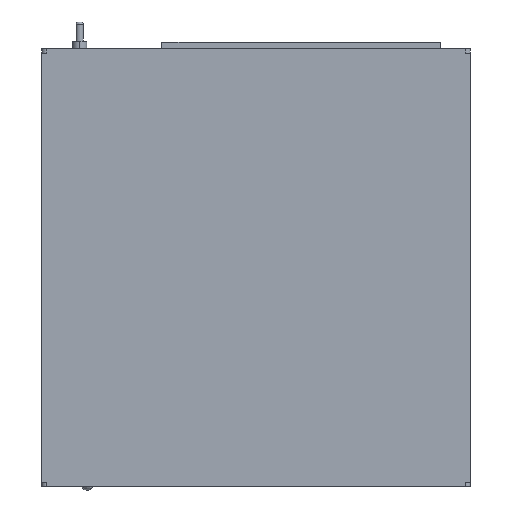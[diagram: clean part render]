
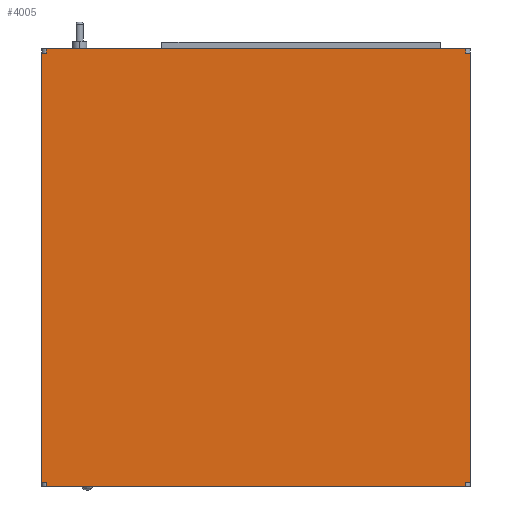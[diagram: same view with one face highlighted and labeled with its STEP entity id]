
A CAD part, front view. The second image highlights one B-rep face of the part: STEP entity #4005.
In plain terms, the highlighted planar face has unit normal (0, -1, 0).
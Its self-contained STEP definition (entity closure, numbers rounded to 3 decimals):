
#16=DIRECTION('',(1.,0.,0.));
#17=VECTOR('',#16,2.);
#18=CARTESIAN_POINT('',(178.,0.,0.));
#19=LINE('',#18,#17);
#25=DIRECTION('',(1.,0.,0.));
#26=VECTOR('',#25,2.);
#27=CARTESIAN_POINT('',(0.,0.,0.));
#28=LINE('',#27,#26);
#207=DIRECTION('',(1.,0.,0.));
#208=VECTOR('',#207,2.);
#209=CARTESIAN_POINT('',(178.,0.,180.2));
#210=LINE('',#209,#208);
#234=DIRECTION('',(1.,0.,0.));
#235=VECTOR('',#234,2.);
#236=CARTESIAN_POINT('',(0.,0.,180.2));
#237=LINE('',#236,#235);
#382=DIRECTION('',(0.,0.,1.));
#383=VECTOR('',#382,1.8);
#384=CARTESIAN_POINT('',(2.,0.,180.2));
#385=LINE('',#384,#383);
#386=DIRECTION('',(0.,0.,1.));
#387=VECTOR('',#386,1.8);
#388=CARTESIAN_POINT('',(178.,0.,180.2));
#389=LINE('',#388,#387);
#390=DIRECTION('',(0.,0.,-1.));
#391=VECTOR('',#390,1.8);
#392=CARTESIAN_POINT('',(178.,0.,0.));
#393=LINE('',#392,#391);
#394=DIRECTION('',(0.,0.,-1.));
#395=VECTOR('',#394,1.8);
#396=CARTESIAN_POINT('',(2.,0.,0.));
#397=LINE('',#396,#395);
#398=DIRECTION('',(0.,0.,1.));
#399=VECTOR('',#398,180.2);
#400=CARTESIAN_POINT('',(0.,0.,0.));
#401=LINE('',#400,#399);
#443=DIRECTION('',(-1.,0.,0.));
#444=VECTOR('',#443,176.);
#445=CARTESIAN_POINT('',(178.,0.,182.));
#446=LINE('',#445,#444);
#582=DIRECTION('',(0.,0.,1.));
#583=VECTOR('',#582,180.2);
#584=CARTESIAN_POINT('',(180.,0.,0.));
#585=LINE('',#584,#583);
#609=DIRECTION('',(1.,0.,0.));
#610=VECTOR('',#609,176.);
#611=CARTESIAN_POINT('',(2.,0.,-1.8));
#612=LINE('',#611,#610);
#2760=CARTESIAN_POINT('',(0.,0.,0.));
#2761=CARTESIAN_POINT('',(0.,0.,180.2));
#2762=VERTEX_POINT('',#2760);
#2763=VERTEX_POINT('',#2761);
#2764=CARTESIAN_POINT('',(180.,0.,0.));
#2765=CARTESIAN_POINT('',(180.,0.,180.2));
#2766=VERTEX_POINT('',#2764);
#2767=VERTEX_POINT('',#2765);
#2885=CARTESIAN_POINT('',(178.,0.,-1.8));
#2887=VERTEX_POINT('',#2885);
#2888=CARTESIAN_POINT('',(2.,0.,-1.8));
#2890=VERTEX_POINT('',#2888);
#2989=CARTESIAN_POINT('',(178.,0.,0.));
#2991=VERTEX_POINT('',#2989);
#2992=CARTESIAN_POINT('',(2.,0.,0.));
#2994=VERTEX_POINT('',#2992);
#3124=CARTESIAN_POINT('',(178.,0.,182.));
#3126=VERTEX_POINT('',#3124);
#3137=CARTESIAN_POINT('',(2.,0.,182.));
#3139=VERTEX_POINT('',#3137);
#3232=CARTESIAN_POINT('',(178.,0.,180.2));
#3234=VERTEX_POINT('',#3232);
#3245=CARTESIAN_POINT('',(2.,0.,180.2));
#3247=VERTEX_POINT('',#3245);
#3979=CARTESIAN_POINT('',(0.,0.,0.));
#3980=DIRECTION('',(0.,-1.,0.));
#3981=DIRECTION('',(1.,0.,0.));
#3982=AXIS2_PLACEMENT_3D('',#3979,#3980,#3981);
#3983=PLANE('',#3982);
#3984=ORIENTED_EDGE('',*,*,#3821,.T.);
#3986=ORIENTED_EDGE('',*,*,#3985,.T.);
#3988=ORIENTED_EDGE('',*,*,#3987,.F.);
#3989=ORIENTED_EDGE('',*,*,#3970,.F.);
#3990=ORIENTED_EDGE('',*,*,#3783,.T.);
#3992=ORIENTED_EDGE('',*,*,#3991,.F.);
#3993=ORIENTED_EDGE('',*,*,#3559,.F.);
#3995=ORIENTED_EDGE('',*,*,#3994,.T.);
#3997=ORIENTED_EDGE('',*,*,#3996,.F.);
#3999=ORIENTED_EDGE('',*,*,#3998,.F.);
#4000=ORIENTED_EDGE('',*,*,#3575,.F.);
#4002=ORIENTED_EDGE('',*,*,#4001,.T.);
#4003=EDGE_LOOP('',(#3984,#3986,#3988,#3989,#3990,#3992,#3993,#3995,#3997,#3999,
#4000,#4002));
#4004=FACE_OUTER_BOUND('',#4003,.F.);
#4005=ADVANCED_FACE('',(#4004),#3983,.T.);
#3559=EDGE_CURVE('',#2991,#2766,#19,.T.);
#3575=EDGE_CURVE('',#2762,#2994,#28,.T.);
#3783=EDGE_CURVE('',#3234,#2767,#210,.T.);
#3821=EDGE_CURVE('',#2763,#3247,#237,.T.);
#3970=EDGE_CURVE('',#3234,#3126,#389,.T.);
#3985=EDGE_CURVE('',#3247,#3139,#385,.T.);
#3987=EDGE_CURVE('',#3126,#3139,#446,.T.);
#3991=EDGE_CURVE('',#2766,#2767,#585,.T.);
#3994=EDGE_CURVE('',#2991,#2887,#393,.T.);
#3996=EDGE_CURVE('',#2890,#2887,#612,.T.);
#3998=EDGE_CURVE('',#2994,#2890,#397,.T.);
#4001=EDGE_CURVE('',#2762,#2763,#401,.T.);
